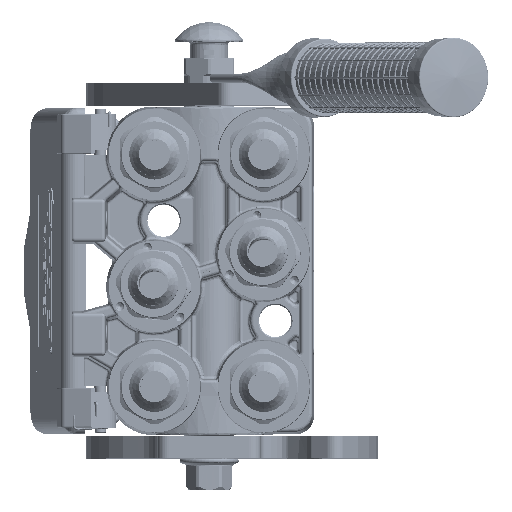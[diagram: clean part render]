
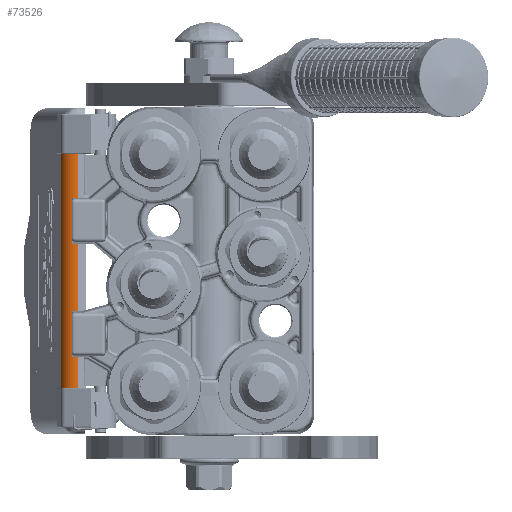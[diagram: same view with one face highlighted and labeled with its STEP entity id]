
A CAD part, top view. The second image highlights one B-rep face of the part: STEP entity #73526.
In plain terms, the highlighted cylindrical face has radius 6.5 mm (diameter 13 mm), a partial arc.
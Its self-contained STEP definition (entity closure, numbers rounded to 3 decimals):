
#5504 = CARTESIAN_POINT ( 'NONE',  ( 6.5, -52.697, -10. ) ) ;
#8309 = EDGE_CURVE ( 'NONE', #74260, #140062, #91864, .T. ) ;
#10335 = CARTESIAN_POINT ( 'NONE',  ( 0., 51.25, -3.5 ) ) ;
#15152 = CYLINDRICAL_SURFACE ( 'NONE', #250945, 6.5 ) ;
#21539 = CARTESIAN_POINT ( 'NONE',  ( 3.859, 51.25, -9.44 ) ) ;
#25583 = VECTOR ( 'NONE', #226368, 1000. ) ;
#26897 = AXIS2_PLACEMENT_3D ( 'NONE', #205136, #87615, #127372 ) ;
#27968 = DIRECTION ( 'NONE',  ( -1., 0., 0. ) ) ;
#31071 = ORIENTED_EDGE ( 'NONE', *, *, #171575, .T. ) ;
#31360 = DIRECTION ( 'NONE',  ( 0., 1., 0. ) ) ;
#41322 = CARTESIAN_POINT ( 'NONE',  ( 3.859, -51.25, -9.44 ) ) ;
#45775 = ORIENTED_EDGE ( 'NONE', *, *, #170579, .T. ) ;
#58649 = CARTESIAN_POINT ( 'NONE',  ( 5.08, 51.526, -9.843 ) ) ;
#60380 = CARTESIAN_POINT ( 'NONE',  ( 5.02, 51.499, -9.83 ) ) ;
#66102 = ORIENTED_EDGE ( 'NONE', *, *, #163128, .T. ) ;
#72866 = ORIENTED_EDGE ( 'NONE', *, *, #8309, .F. ) ;
#73526 = ADVANCED_FACE ( 'NONE', ( #247023 ), #15152, .T. ) ;
#74260 = VERTEX_POINT ( 'NONE', #248551 ) ;
#76688 = CARTESIAN_POINT ( 'NONE',  ( 3.859, -51.25, -9.44 ) ) ;
#78697 = VECTOR ( 'NONE', #166911, 1000. ) ;
#82690 = CARTESIAN_POINT ( 'NONE',  ( 5.766, -51.933, -9.959 ) ) ;
#87615 = DIRECTION ( 'NONE',  ( 0., -1., 0. ) ) ;
#88331 = CARTESIAN_POINT ( 'NONE',  ( 6.5, 257.915, -3.5 ) ) ;
#91864 = CIRCLE ( 'NONE', #26897, 6.5 ) ;
#92483 = DIRECTION ( 'NONE',  ( -1., 0., 0. ) ) ;
#96697 = CARTESIAN_POINT ( 'NONE',  ( 5.789, 51.904, -9.979 ) ) ;
#96841 = B_SPLINE_CURVE_WITH_KNOTS ( 'NONE', 3,
 ( #21539, #119947, #100122, #218494, #159735, #60380, #58649, #97530, #255771, #96697, #216781, #215049 ),
 .UNSPECIFIED., .F., .F.,
 ( 4, 2, 2, 2, 2, 4 ),
 ( 0., 0.25, 0.375, 0.438, 0.5, 1. ),
 .UNSPECIFIED. ) ;
#97530 = CARTESIAN_POINT ( 'NONE',  ( 5.2, 51.583, -9.869 ) ) ;
#99219 = CARTESIAN_POINT ( 'NONE',  ( 5.87, -52.015, -9.97 ) ) ;
#100122 = CARTESIAN_POINT ( 'NONE',  ( 4.351, 51.285, -9.64 ) ) ;
#100909 = CARTESIAN_POINT ( 'NONE',  ( 5.549, -51.783, -9.93 ) ) ;
#106378 = CARTESIAN_POINT ( 'NONE',  ( 0., 51.25, -3.5 ) ) ;
#119947 = CARTESIAN_POINT ( 'NONE',  ( 4.105, 51.251, -9.548 ) ) ;
#124952 = EDGE_CURVE ( 'NONE', #232742, #137187, #156109, .T. ) ;
#125450 = CARTESIAN_POINT ( 'NONE',  ( 6.5, 52.697, -10. ) ) ;
#127372 = DIRECTION ( 'NONE',  ( -1., 0., 0. ) ) ;
#132239 = CARTESIAN_POINT ( 'NONE',  ( 6.5, 51.25, -3.5 ) ) ;
#137187 = VERTEX_POINT ( 'NONE', #5504 ) ;
#140062 = VERTEX_POINT ( 'NONE', #76688 ) ;
#146471 = ORIENTED_EDGE ( 'NONE', *, *, #200316, .F. ) ;
#150734 = VERTEX_POINT ( 'NONE', #106378 ) ;
#156109 = LINE ( 'NONE', #125450, #78697 ) ;
#158843 = CARTESIAN_POINT ( 'NONE',  ( 6.343, -52.476, -10. ) ) ;
#159691 = CARTESIAN_POINT ( 'NONE',  ( 6.165, -52.278, -9.994 ) ) ;
#159735 = CARTESIAN_POINT ( 'NONE',  ( 4.839, 51.425, -9.785 ) ) ;
#162226 = CARTESIAN_POINT ( 'NONE',  ( 5.436, -51.713, -9.913 ) ) ;
#163128 = EDGE_CURVE ( 'NONE', #137187, #140062, #212097, .T. ) ;
#166911 = DIRECTION ( 'NONE',  ( 0., -1., 0. ) ) ;
#170579 = EDGE_CURVE ( 'NONE', #214478, #232742, #96841, .T. ) ;
#171575 = EDGE_CURVE ( 'NONE', #150734, #214478, #200788, .T. ) ;
#178651 = CARTESIAN_POINT ( 'NONE',  ( 4.35, -51.253, -9.658 ) ) ;
#181520 = CARTESIAN_POINT ( 'NONE',  ( 6.5, 52.697, -10. ) ) ;
#193583 = ORIENTED_EDGE ( 'NONE', *, *, #124952, .T. ) ;
#200316 = EDGE_CURVE ( 'NONE', #150734, #74260, #245079, .T. ) ;
#200788 = CIRCLE ( 'NONE', #202130, 6.5 ) ;
#202130 = AXIS2_PLACEMENT_3D ( 'NONE', #132239, #210843, #92483 ) ;
#205136 = CARTESIAN_POINT ( 'NONE',  ( 6.5, -51.25, -3.5 ) ) ;
#210843 = DIRECTION ( 'NONE',  ( 0., -1., 0. ) ) ;
#211735 = EDGE_LOOP ( 'NONE', ( #66102, #72866, #146471, #31071, #45775, #193583 ) ) ;
#212097 = B_SPLINE_CURVE_WITH_KNOTS ( 'NONE', 3,
 ( #219316, #158843, #159691, #99219, #82690, #237552, #100909, #162226, #218451, #239269, #178651, #41322 ),
 .UNSPECIFIED., .F., .F.,
 ( 4, 2, 2, 2, 2, 4 ),
 ( 0., 0.25, 0.375, 0.437, 0.5, 1. ),
 .UNSPECIFIED. ) ;
#214478 = VERTEX_POINT ( 'NONE', #236043 ) ;
#215049 = CARTESIAN_POINT ( 'NONE',  ( 6.5, 52.697, -10. ) ) ;
#216781 = CARTESIAN_POINT ( 'NONE',  ( 6.186, 52.254, -10. ) ) ;
#218451 = CARTESIAN_POINT ( 'NONE',  ( 5.38, -51.68, -9.903 ) ) ;
#218494 = CARTESIAN_POINT ( 'NONE',  ( 4.717, 51.384, -9.752 ) ) ;
#219316 = CARTESIAN_POINT ( 'NONE',  ( 6.5, -52.697, -10. ) ) ;
#226368 = DIRECTION ( 'NONE',  ( 0., -1., 0. ) ) ;
#232742 = VERTEX_POINT ( 'NONE', #181520 ) ;
#236043 = CARTESIAN_POINT ( 'NONE',  ( 3.859, 51.25, -9.44 ) ) ;
#237552 = CARTESIAN_POINT ( 'NONE',  ( 5.604, -51.819, -9.938 ) ) ;
#239269 = CARTESIAN_POINT ( 'NONE',  ( 4.843, -51.385, -9.804 ) ) ;
#245079 = LINE ( 'NONE', #10335, #25583 ) ;
#247023 = FACE_OUTER_BOUND ( 'NONE', #211735, .T. ) ;
#248551 = CARTESIAN_POINT ( 'NONE',  ( 0., -51.25, -3.5 ) ) ;
#250945 = AXIS2_PLACEMENT_3D ( 'NONE', #88331, #31360, #27968 ) ;
#255771 = CARTESIAN_POINT ( 'NONE',  ( 5.261, 51.615, -9.881 ) ) ;
